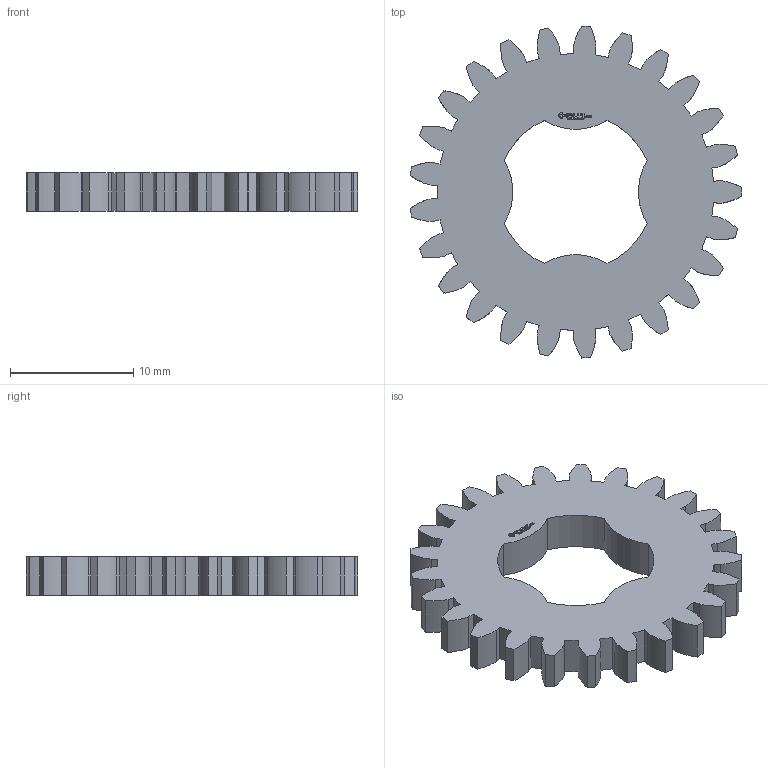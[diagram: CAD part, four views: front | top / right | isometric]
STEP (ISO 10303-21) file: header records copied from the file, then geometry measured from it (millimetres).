
FILE_DESCRIPTION(('FreeCAD Model'),'2;1');
FILE_NAME('Open CASCADE Shape Model','2024-03-09T18:27:11',(''),(''), 'Open CASCADE STEP processor 7.6','FreeCAD','Unknown');
FILE_SCHEMA(('AUTOMOTIVE_DESIGN { 1 0 10303 214 1 1 1 1 }'));
Length unit declared in the file: millimetre
Products named in the file (1): Gear Wheel PLN TTH25 BU00.25 SFT-SHD - SPN-GWH-0077 (stemfie.org)
Bounding box: 26.93 x 26.98 x 3.12 mm (x, y, z)
Volume: 1163.7 mm3; surface area: 1384.4 mm2
Topology: 1 solids, 1 shells, 586 faces, 1662 edges, 1108 vertices
Faces by surface type: plane 318, extrusion 260, cylinder 8
Entity records: 49149 total; most frequent: CARTESIAN_POINT 13551, DIRECTION 4876, VECTOR 4174, LINE 3914, ORIENTED_EDGE 3324, PCURVE 3324, DEFINITIONAL_REPRESENTATION 3324, EDGE_CURVE 1662
